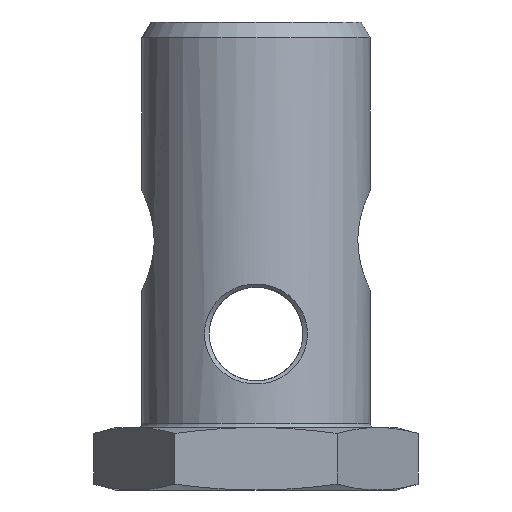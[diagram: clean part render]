
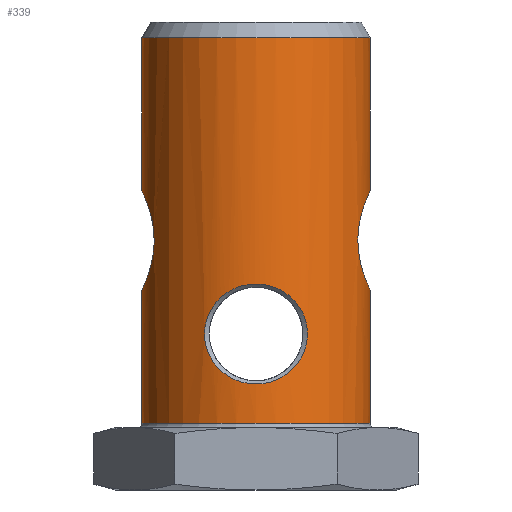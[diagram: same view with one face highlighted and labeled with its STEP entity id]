
A CAD part, left-side view. The second image highlights one B-rep face of the part: STEP entity #339.
In plain terms, the highlighted cylindrical face has radius 10.98 mm (diameter 21.96 mm), a full revolution.
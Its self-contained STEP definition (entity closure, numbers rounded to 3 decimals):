
#157=CARTESIAN_POINT('',(-4.951,-9.8,18.));
#158=VERTEX_POINT('',#157);
#194=CARTESIAN_POINT('',(-4.951,-9.8,18.));
#195=CARTESIAN_POINT('',(-4.951,-9.8,17.878));
#196=CARTESIAN_POINT('',(-4.943,-9.805,17.641));
#197=CARTESIAN_POINT('',(-4.872,-9.84,17.036));
#198=CARTESIAN_POINT('',(-4.601,-9.976,16.072));
#199=CARTESIAN_POINT('',(-3.924,-10.266,14.992));
#200=CARTESIAN_POINT('',(-2.853,-10.632,13.96));
#201=CARTESIAN_POINT('',(-1.169,-10.997,13.157));
#202=CARTESIAN_POINT('',(1.17,-10.996,13.15));
#203=CARTESIAN_POINT('',(3.196,-10.56,14.131));
#204=CARTESIAN_POINT('',(4.761,-9.918,16.001));
#205=CARTESIAN_POINT('',(5.125,-9.706,18.273));
#206=CARTESIAN_POINT('',(4.219,-10.177,21.067));
#207=CARTESIAN_POINT('',(1.958,-11.002,22.846));
#208=CARTESIAN_POINT('',(-1.174,-10.994,22.845));
#209=CARTESIAN_POINT('',(-2.852,-10.632,22.04));
#210=CARTESIAN_POINT('',(-3.924,-10.266,21.008));
#211=CARTESIAN_POINT('',(-4.6,-9.976,19.928));
#212=CARTESIAN_POINT('',(-4.872,-9.84,18.963));
#213=CARTESIAN_POINT('',(-4.943,-9.805,18.359));
#214=CARTESIAN_POINT('',(-4.951,-9.8,18.122));
#215=CARTESIAN_POINT('',(-4.951,-9.8,18.));
#216=B_SPLINE_CURVE_WITH_KNOTS('',3,(#194,#195,#196,#197,#198,#199,#200,#201,#202,#203,#204,#205,#206,#207,#208,#209,#210,#211,#212,#213,#214,#215),.UNSPECIFIED.,.T.,.U.,(4,1,1,1,1,1,1,1,1,1,1,1,1,1,1,1,1,1,1,4),(-3.048,-2.993,-2.939,-2.83,-2.721,-2.612,-2.395,-2.177,-1.959,-1.742,-1.451,-1.306,-0.871,-0.653,-0.435,-0.327,-0.218,-0.109,-0.054,0.0),.UNSPECIFIED.);
#217=EDGE_CURVE('',#158,#158,#216,.T.);
#222=CARTESIAN_POINT('',(0.0,0.0,0.0));
#223=DIRECTION('',(0.0,0.0,1.0));
#224=DIRECTION('',(-1.0,0.0,0.0));
#225=AXIS2_PLACEMENT_3D('',#222,#223,#224);
#226=CYLINDRICAL_SURFACE('',#225,10.98);
#227=CARTESIAN_POINT('',(-4.951,9.8,18.));
#228=VERTEX_POINT('',#227);
#229=CARTESIAN_POINT('',(-4.951,9.8,18.));
#230=CARTESIAN_POINT('',(-4.951,9.8,18.122));
#231=CARTESIAN_POINT('',(-4.943,9.805,18.359));
#232=CARTESIAN_POINT('',(-4.872,9.84,18.964));
#233=CARTESIAN_POINT('',(-4.601,9.976,19.928));
#234=CARTESIAN_POINT('',(-3.924,10.266,21.008));
#235=CARTESIAN_POINT('',(-2.853,10.632,22.04));
#236=CARTESIAN_POINT('',(-1.169,10.997,22.843));
#237=CARTESIAN_POINT('',(1.17,10.996,22.85));
#238=CARTESIAN_POINT('',(3.196,10.56,21.869));
#239=CARTESIAN_POINT('',(4.761,9.918,19.999));
#240=CARTESIAN_POINT('',(5.125,9.706,17.727));
#241=CARTESIAN_POINT('',(4.219,10.177,14.933));
#242=CARTESIAN_POINT('',(1.958,11.002,13.154));
#243=CARTESIAN_POINT('',(-1.174,10.994,13.155));
#244=CARTESIAN_POINT('',(-2.852,10.632,13.96));
#245=CARTESIAN_POINT('',(-3.924,10.266,14.992));
#246=CARTESIAN_POINT('',(-4.6,9.976,16.072));
#247=CARTESIAN_POINT('',(-4.872,9.84,17.037));
#248=CARTESIAN_POINT('',(-4.943,9.805,17.641));
#249=CARTESIAN_POINT('',(-4.951,9.8,17.878));
#250=CARTESIAN_POINT('',(-4.951,9.8,18.));
#251=B_SPLINE_CURVE_WITH_KNOTS('',3,(#229,#230,#231,#232,#233,#234,#235,#236,#237,#238,#239,#240,#241,#242,#243,#244,#245,#246,#247,#248,#249,#250),.UNSPECIFIED.,.T.,.U.,(4,1,1,1,1,1,1,1,1,1,1,1,1,1,1,1,1,1,1,4),(-3.048,-2.993,-2.939,-2.83,-2.721,-2.612,-2.395,-2.177,-1.959,-1.742,-1.451,-1.306,-0.871,-0.653,-0.435,-0.327,-0.218,-0.109,-0.054,0.0),.UNSPECIFIED.);
#252=EDGE_CURVE('',#228,#228,#251,.T.);
#253=ORIENTED_EDGE('',*,*,#252,.F.);
#254=EDGE_LOOP('',(#253));
#255=FACE_OUTER_BOUND('',#254,.T.);
#256=CARTESIAN_POINT('',(9.8,4.951,9.));
#257=VERTEX_POINT('',#256);
#258=CARTESIAN_POINT('',(9.8,4.951,9.));
#259=CARTESIAN_POINT('',(9.8,4.951,9.121));
#260=CARTESIAN_POINT('',(9.805,4.943,9.358));
#261=CARTESIAN_POINT('',(9.84,4.872,9.963));
#262=CARTESIAN_POINT('',(9.976,4.6,10.93));
#263=CARTESIAN_POINT('',(10.266,3.924,12.008));
#264=CARTESIAN_POINT('',(10.632,2.852,13.041));
#265=CARTESIAN_POINT('',(10.997,1.17,13.843));
#266=CARTESIAN_POINT('',(10.996,-1.17,13.85));
#267=CARTESIAN_POINT('',(10.56,-3.196,12.869));
#268=CARTESIAN_POINT('',(9.918,-4.762,10.999));
#269=CARTESIAN_POINT('',(9.705,-5.124,8.727));
#270=CARTESIAN_POINT('',(10.177,-4.22,5.933));
#271=CARTESIAN_POINT('',(11.001,-1.956,4.155));
#272=CARTESIAN_POINT('',(10.995,1.174,4.154));
#273=CARTESIAN_POINT('',(10.632,2.852,4.961));
#274=CARTESIAN_POINT('',(10.266,3.924,5.991));
#275=CARTESIAN_POINT('',(9.976,4.6,7.072));
#276=CARTESIAN_POINT('',(9.84,4.872,8.036));
#277=CARTESIAN_POINT('',(9.805,4.943,8.641));
#278=CARTESIAN_POINT('',(9.8,4.951,8.878));
#279=CARTESIAN_POINT('',(9.8,4.951,9.));
#280=B_SPLINE_CURVE_WITH_KNOTS('',3,(#258,#259,#260,#261,#262,#263,#264,#265,#266,#267,#268,#269,#270,#271,#272,#273,#274,#275,#276,#277,#278,#279),.UNSPECIFIED.,.T.,.U.,(4,1,1,1,1,1,1,1,1,1,1,1,1,1,1,1,1,1,1,4),(-3.048,-2.993,-2.939,-2.83,-2.721,-2.612,-2.395,-2.177,-1.959,-1.742,-1.451,-1.306,-0.871,-0.653,-0.435,-0.327,-0.218,-0.109,-0.054,0.0),.UNSPECIFIED.);
#281=EDGE_CURVE('',#257,#257,#280,.T.);
#282=ORIENTED_EDGE('',*,*,#281,.F.);
#283=EDGE_LOOP('',(#282));
#284=FACE_BOUND('',#283,.T.);
#285=CARTESIAN_POINT('',(10.98,0.,0.4));
#286=VERTEX_POINT('',#285);
#287=CARTESIAN_POINT('',(0.0,0.0,0.4));
#288=DIRECTION('',(0.0,0.0,-1.0));
#289=DIRECTION('',(-1.0,0.0,0.0));
#290=AXIS2_PLACEMENT_3D('',#287,#288,#289);
#291=CIRCLE('',#290,10.98);
#292=EDGE_CURVE('',#286,#286,#291,.T.);
#293=ORIENTED_EDGE('',*,*,#292,.F.);
#294=EDGE_LOOP('',(#293));
#295=FACE_BOUND('',#294,.T.);
#296=CARTESIAN_POINT('',(10.98,0.,37.5));
#297=VERTEX_POINT('',#296);
#298=CARTESIAN_POINT('',(0.0,0.0,37.5));
#299=DIRECTION('',(0.0,0.0,1.0));
#300=DIRECTION('',(-1.0,0.0,0.0));
#301=AXIS2_PLACEMENT_3D('',#298,#299,#300);
#302=CIRCLE('',#301,10.98);
#303=EDGE_CURVE('',#297,#297,#302,.T.);
#304=ORIENTED_EDGE('',*,*,#303,.F.);
#305=EDGE_LOOP('',(#304));
#306=FACE_BOUND('',#305,.T.);
#307=CARTESIAN_POINT('',(-9.8,4.951,9.));
#308=VERTEX_POINT('',#307);
#309=CARTESIAN_POINT('',(-9.8,4.951,9.));
#310=CARTESIAN_POINT('',(-9.8,4.951,8.879));
#311=CARTESIAN_POINT('',(-9.805,4.943,8.642));
#312=CARTESIAN_POINT('',(-9.84,4.872,8.037));
#313=CARTESIAN_POINT('',(-9.976,4.6,7.07));
#314=CARTESIAN_POINT('',(-10.266,3.924,5.992));
#315=CARTESIAN_POINT('',(-10.632,2.852,4.959));
#316=CARTESIAN_POINT('',(-10.997,1.17,4.157));
#317=CARTESIAN_POINT('',(-10.996,-1.17,4.15));
#318=CARTESIAN_POINT('',(-10.56,-3.196,5.131));
#319=CARTESIAN_POINT('',(-9.918,-4.762,7.001));
#320=CARTESIAN_POINT('',(-9.705,-5.124,9.273));
#321=CARTESIAN_POINT('',(-10.177,-4.22,12.067));
#322=CARTESIAN_POINT('',(-11.001,-1.956,13.845));
#323=CARTESIAN_POINT('',(-10.995,1.174,13.846));
#324=CARTESIAN_POINT('',(-10.632,2.852,13.039));
#325=CARTESIAN_POINT('',(-10.266,3.924,12.009));
#326=CARTESIAN_POINT('',(-9.976,4.6,10.928));
#327=CARTESIAN_POINT('',(-9.84,4.872,9.964));
#328=CARTESIAN_POINT('',(-9.805,4.943,9.359));
#329=CARTESIAN_POINT('',(-9.8,4.951,9.122));
#330=CARTESIAN_POINT('',(-9.8,4.951,9.));
#331=B_SPLINE_CURVE_WITH_KNOTS('',3,(#309,#310,#311,#312,#313,#314,#315,#316,#317,#318,#319,#320,#321,#322,#323,#324,#325,#326,#327,#328,#329,#330),.UNSPECIFIED.,.T.,.U.,(4,1,1,1,1,1,1,1,1,1,1,1,1,1,1,1,1,1,1,4),(-3.048,-2.993,-2.939,-2.83,-2.721,-2.612,-2.395,-2.177,-1.959,-1.742,-1.451,-1.306,-0.871,-0.653,-0.435,-0.327,-0.218,-0.109,-0.054,0.0),.UNSPECIFIED.);
#332=EDGE_CURVE('',#308,#308,#331,.T.);
#333=ORIENTED_EDGE('',*,*,#332,.F.);
#334=EDGE_LOOP('',(#333));
#335=FACE_BOUND('',#334,.T.);
#336=ORIENTED_EDGE('',*,*,#217,.F.);
#337=EDGE_LOOP('',(#336));
#338=FACE_BOUND('',#337,.T.);
#339=ADVANCED_FACE('',(#255,#284,#295,#306,#335,#338),#226,.T.);
